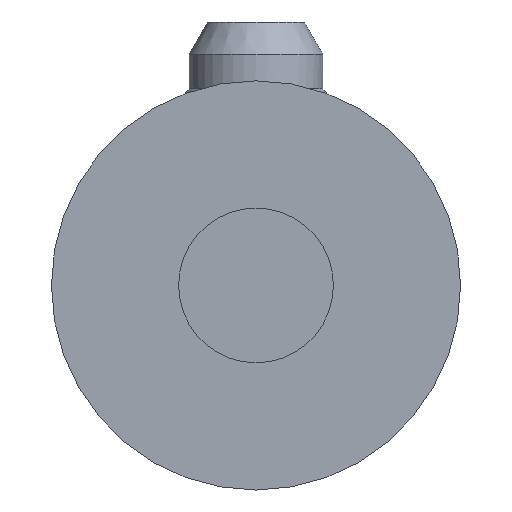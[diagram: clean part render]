
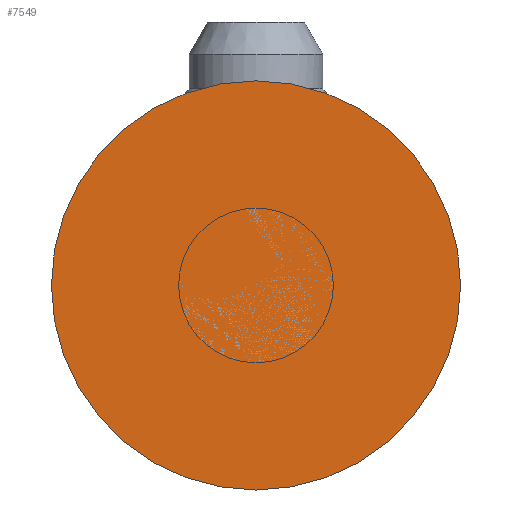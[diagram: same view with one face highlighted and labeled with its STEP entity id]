
A CAD part, left-side view. The second image highlights one B-rep face of the part: STEP entity #7549.
In plain terms, the highlighted planar face has unit normal (-1, 0, 0).
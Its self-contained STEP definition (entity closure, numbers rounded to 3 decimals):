
#1871=ORIENTED_EDGE('',*,*,#4135,.F.);
#4135=EDGE_CURVE('',#5267,#5267,#6013,.T.);
#5267=VERTEX_POINT('',#10561);
#6013=CIRCLE('',#8077,27.5);
#6199=EDGE_LOOP('',(#1871));
#6745=FACE_BOUND('',#6199,.T.);
#7291=PLANE('',#8076);
#7549=ADVANCED_FACE('',(#6745),#7291,.F.);
#8076=AXIS2_PLACEMENT_3D('',#10559,#8684,#8685);
#8077=AXIS2_PLACEMENT_3D('',#10560,#8686,#8687);
#8684=DIRECTION('',(1.,0.,0.));
#8685=DIRECTION('',(0.,0.,1.));
#8686=DIRECTION('',(1.,0.,0.));
#8687=DIRECTION('',(0.,1.,0.));
#10559=CARTESIAN_POINT('',(-27.643,0.,0.));
#10560=CARTESIAN_POINT('',(-27.643,0.,0.));
#10561=CARTESIAN_POINT('',(-27.643,27.5,0.));
